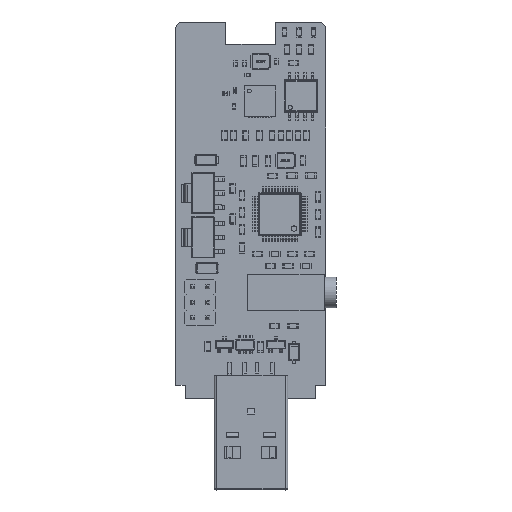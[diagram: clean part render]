
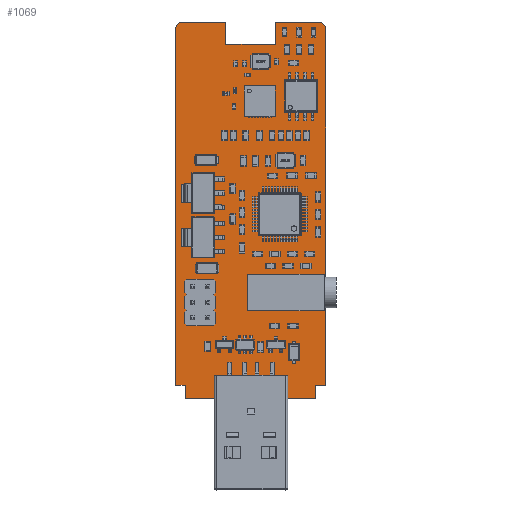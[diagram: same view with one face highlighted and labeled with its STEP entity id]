
A CAD part, top view. The second image highlights one B-rep face of the part: STEP entity #1069.
In plain terms, the highlighted planar face has unit normal (0, 0, 1).
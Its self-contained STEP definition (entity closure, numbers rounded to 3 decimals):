
#344 = VERTEX_POINT('',#345);
#345 = CARTESIAN_POINT('',(52.875,84.275,1.576));
#351 = EDGE_CURVE('',#344,#352,#354,.T.);
#352 = VERTEX_POINT('',#353);
#353 = CARTESIAN_POINT('',(54.475,84.275,1.576));
#354 = LINE('',#355,#356);
#355 = CARTESIAN_POINT('',(52.875,84.275,1.576));
#356 = VECTOR('',#357,1.);
#357 = DIRECTION('',(1.,0.,0.));
#382 = EDGE_CURVE('',#352,#383,#385,.T.);
#383 = VERTEX_POINT('',#384);
#384 = CARTESIAN_POINT('',(54.575,84.175,1.576));
#385 = CIRCLE('',#386,0.099);
#386 = AXIS2_PLACEMENT_3D('',#387,#388,#389);
#387 = CARTESIAN_POINT('',(54.476,84.176,1.576));
#388 = DIRECTION('',(0.,0.,-1.));
#389 = DIRECTION('',(-0.01,1.,0.));
#415 = EDGE_CURVE('',#383,#416,#418,.T.);
#416 = VERTEX_POINT('',#417);
#417 = CARTESIAN_POINT('',(54.575,82.175,1.576));
#418 = LINE('',#419,#420);
#419 = CARTESIAN_POINT('',(54.575,84.175,1.576));
#420 = VECTOR('',#421,1.);
#421 = DIRECTION('',(0.,-1.,0.));
#446 = EDGE_CURVE('',#416,#447,#449,.T.);
#447 = VERTEX_POINT('',#448);
#448 = CARTESIAN_POINT('',(75.875,82.175,1.576));
#449 = LINE('',#450,#451);
#450 = CARTESIAN_POINT('',(54.575,82.175,1.576));
#451 = VECTOR('',#452,1.);
#452 = DIRECTION('',(1.,0.,0.));
#477 = EDGE_CURVE('',#447,#478,#480,.T.);
#478 = VERTEX_POINT('',#479);
#479 = CARTESIAN_POINT('',(75.875,84.175,1.576));
#480 = LINE('',#481,#482);
#481 = CARTESIAN_POINT('',(75.875,82.175,1.576));
#482 = VECTOR('',#483,1.);
#483 = DIRECTION('',(0.,1.,0.));
#508 = EDGE_CURVE('',#478,#509,#511,.T.);
#509 = VERTEX_POINT('',#510);
#510 = CARTESIAN_POINT('',(75.975,84.275,1.576));
#511 = CIRCLE('',#512,0.099);
#512 = AXIS2_PLACEMENT_3D('',#513,#514,#515);
#513 = CARTESIAN_POINT('',(75.974,84.176,1.576));
#514 = DIRECTION('',(0.,0.,-1.));
#515 = DIRECTION('',(-1.,-0.01,0.));
#541 = EDGE_CURVE('',#509,#542,#544,.T.);
#542 = VERTEX_POINT('',#543);
#543 = CARTESIAN_POINT('',(77.475,84.275,1.576));
#544 = LINE('',#545,#546);
#545 = CARTESIAN_POINT('',(75.975,84.275,1.576));
#546 = VECTOR('',#547,1.);
#547 = DIRECTION('',(1.,0.,0.));
#572 = EDGE_CURVE('',#542,#573,#575,.T.);
#573 = VERTEX_POINT('',#574);
#574 = CARTESIAN_POINT('',(77.475,142.696,1.576));
#575 = LINE('',#576,#577);
#576 = CARTESIAN_POINT('',(77.475,84.275,1.576));
#577 = VECTOR('',#578,1.);
#578 = DIRECTION('',(0.,1.,0.));
#603 = EDGE_CURVE('',#573,#604,#606,.T.);
#604 = VERTEX_POINT('',#605);
#605 = CARTESIAN_POINT('',(76.275,143.803,1.576));
#606 = CIRCLE('',#607,1.204);
#607 = AXIS2_PLACEMENT_3D('',#608,#609,#610);
#608 = CARTESIAN_POINT('',(76.275,142.599,1.576));
#609 = DIRECTION('',(0.,0.,1.));
#610 = DIRECTION('',(0.997,0.081,0.));
#636 = EDGE_CURVE('',#604,#637,#639,.T.);
#637 = VERTEX_POINT('',#638);
#638 = CARTESIAN_POINT('',(76.228,143.815,1.576));
#639 = CIRCLE('',#640,0.099);
#640 = AXIS2_PLACEMENT_3D('',#641,#642,#643);
#641 = CARTESIAN_POINT('',(76.275,143.902,1.576));
#642 = DIRECTION('',(0.,0.,-1.));
#643 = DIRECTION('',(-0.002,-1.,0.));
#669 = EDGE_CURVE('',#637,#670,#672,.T.);
#670 = VERTEX_POINT('',#671);
#671 = CARTESIAN_POINT('',(76.175,143.8,1.576));
#672 = CIRCLE('',#673,0.102);
#673 = AXIS2_PLACEMENT_3D('',#674,#675,#676);
#674 = CARTESIAN_POINT('',(76.175,143.902,1.576));
#675 = DIRECTION('',(0.,0.,-1.));
#676 = DIRECTION('',(0.522,-0.853,0.));
#702 = EDGE_CURVE('',#670,#703,#705,.T.);
#703 = VERTEX_POINT('',#704);
#704 = CARTESIAN_POINT('',(69.225,143.8,1.576));
#705 = LINE('',#706,#707);
#706 = CARTESIAN_POINT('',(76.175,143.8,1.576));
#707 = VECTOR('',#708,1.);
#708 = DIRECTION('',(-1.,0.,0.));
#733 = EDGE_CURVE('',#703,#734,#736,.T.);
#734 = VERTEX_POINT('',#735);
#735 = CARTESIAN_POINT('',(69.225,140.25,1.576));
#736 = LINE('',#737,#738);
#737 = CARTESIAN_POINT('',(69.225,143.8,1.576));
#738 = VECTOR('',#739,1.);
#739 = DIRECTION('',(0.,-1.,0.));
#764 = EDGE_CURVE('',#734,#765,#767,.T.);
#765 = VERTEX_POINT('',#766);
#766 = CARTESIAN_POINT('',(69.059,140.175,1.576));
#767 = CIRCLE('',#768,0.1);
#768 = AXIS2_PLACEMENT_3D('',#769,#770,#771);
#769 = CARTESIAN_POINT('',(69.125,140.25,1.576));
#770 = DIRECTION('',(0.,0.,-1.));
#771 = DIRECTION('',(1.,-0.002,0.));
#797 = EDGE_CURVE('',#765,#798,#800,.T.);
#798 = VERTEX_POINT('',#799);
#799 = CARTESIAN_POINT('',(61.291,140.175,1.576));
#800 = LINE('',#801,#802);
#801 = CARTESIAN_POINT('',(69.059,140.175,1.576));
#802 = VECTOR('',#803,1.);
#803 = DIRECTION('',(-1.,0.,0.));
#828 = EDGE_CURVE('',#798,#829,#831,.T.);
#829 = VERTEX_POINT('',#830);
#830 = CARTESIAN_POINT('',(61.125,140.25,1.576));
#831 = CIRCLE('',#832,0.1);
#832 = AXIS2_PLACEMENT_3D('',#833,#834,#835);
#833 = CARTESIAN_POINT('',(61.225,140.25,1.576));
#834 = DIRECTION('',(0.,0.,-1.));
#835 = DIRECTION('',(0.659,-0.752,0.));
#861 = EDGE_CURVE('',#829,#862,#864,.T.);
#862 = VERTEX_POINT('',#863);
#863 = CARTESIAN_POINT('',(61.125,143.8,1.576));
#864 = LINE('',#865,#866);
#865 = CARTESIAN_POINT('',(61.125,140.25,1.576));
#866 = VECTOR('',#867,1.);
#867 = DIRECTION('',(0.,1.,0.));
#892 = EDGE_CURVE('',#862,#893,#895,.T.);
#893 = VERTEX_POINT('',#894);
#894 = CARTESIAN_POINT('',(54.175,143.8,1.576));
#895 = LINE('',#896,#897);
#896 = CARTESIAN_POINT('',(61.125,143.8,1.576));
#897 = VECTOR('',#898,1.);
#898 = DIRECTION('',(-1.,0.,0.));
#923 = EDGE_CURVE('',#893,#924,#926,.T.);
#924 = VERTEX_POINT('',#925);
#925 = CARTESIAN_POINT('',(54.122,143.815,1.576));
#926 = CIRCLE('',#927,0.102);
#927 = AXIS2_PLACEMENT_3D('',#928,#929,#930);
#928 = CARTESIAN_POINT('',(54.175,143.902,1.576));
#929 = DIRECTION('',(0.,0.,-1.));
#930 = DIRECTION('',(-0.003,-1.,0.));
#956 = EDGE_CURVE('',#924,#957,#959,.T.);
#957 = VERTEX_POINT('',#958);
#958 = CARTESIAN_POINT('',(54.075,143.803,1.576));
#959 = CIRCLE('',#960,0.099);
#960 = AXIS2_PLACEMENT_3D('',#961,#962,#963);
#961 = CARTESIAN_POINT('',(54.075,143.902,1.576));
#962 = DIRECTION('',(0.,0.,-1.));
#963 = DIRECTION('',(0.478,-0.878,0.));
#989 = EDGE_CURVE('',#957,#990,#992,.T.);
#990 = VERTEX_POINT('',#991);
#991 = CARTESIAN_POINT('',(52.875,142.696,1.576));
#992 = CIRCLE('',#993,1.204);
#993 = AXIS2_PLACEMENT_3D('',#994,#995,#996);
#994 = CARTESIAN_POINT('',(54.076,142.599,1.576));
#995 = DIRECTION('',(0.,0.,1.));
#996 = DIRECTION('',(0.,1.,0.));
#1022 = EDGE_CURVE('',#990,#344,#1023,.T.);
#1023 = LINE('',#1024,#1025);
#1024 = CARTESIAN_POINT('',(52.875,142.696,1.576));
#1025 = VECTOR('',#1026,1.);
#1026 = DIRECTION('',(0.,-1.,0.));
#1069 = ADVANCED_FACE('',(#1070),#1094,.T.);
#1070 = FACE_BOUND('',#1071,.T.);
#1071 = EDGE_LOOP('',(#1072,#1073,#1074,#1075,#1076,#1077,#1078,#1079,
    #1080,#1081,#1082,#1083,#1084,#1085,#1086,#1087,#1088,#1089,#1090,
    #1091,#1092,#1093));
#1072 = ORIENTED_EDGE('',*,*,#351,.T.);
#1073 = ORIENTED_EDGE('',*,*,#382,.T.);
#1074 = ORIENTED_EDGE('',*,*,#415,.T.);
#1075 = ORIENTED_EDGE('',*,*,#446,.T.);
#1076 = ORIENTED_EDGE('',*,*,#477,.T.);
#1077 = ORIENTED_EDGE('',*,*,#508,.T.);
#1078 = ORIENTED_EDGE('',*,*,#541,.T.);
#1079 = ORIENTED_EDGE('',*,*,#572,.T.);
#1080 = ORIENTED_EDGE('',*,*,#603,.T.);
#1081 = ORIENTED_EDGE('',*,*,#636,.T.);
#1082 = ORIENTED_EDGE('',*,*,#669,.T.);
#1083 = ORIENTED_EDGE('',*,*,#702,.T.);
#1084 = ORIENTED_EDGE('',*,*,#733,.T.);
#1085 = ORIENTED_EDGE('',*,*,#764,.T.);
#1086 = ORIENTED_EDGE('',*,*,#797,.T.);
#1087 = ORIENTED_EDGE('',*,*,#828,.T.);
#1088 = ORIENTED_EDGE('',*,*,#861,.T.);
#1089 = ORIENTED_EDGE('',*,*,#892,.T.);
#1090 = ORIENTED_EDGE('',*,*,#923,.T.);
#1091 = ORIENTED_EDGE('',*,*,#956,.T.);
#1092 = ORIENTED_EDGE('',*,*,#989,.T.);
#1093 = ORIENTED_EDGE('',*,*,#1022,.T.);
#1094 = PLANE('',#1095);
#1095 = AXIS2_PLACEMENT_3D('',#1096,#1097,#1098);
#1096 = CARTESIAN_POINT('',(52.875,84.275,1.576));
#1097 = DIRECTION('',(0.,0.,1.));
#1098 = DIRECTION('',(1.,0.,0.));
